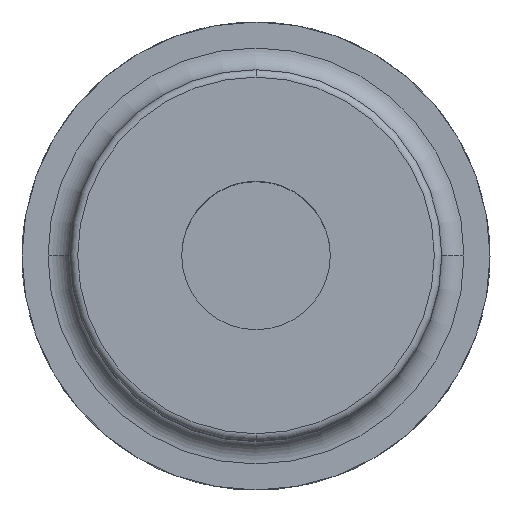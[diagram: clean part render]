
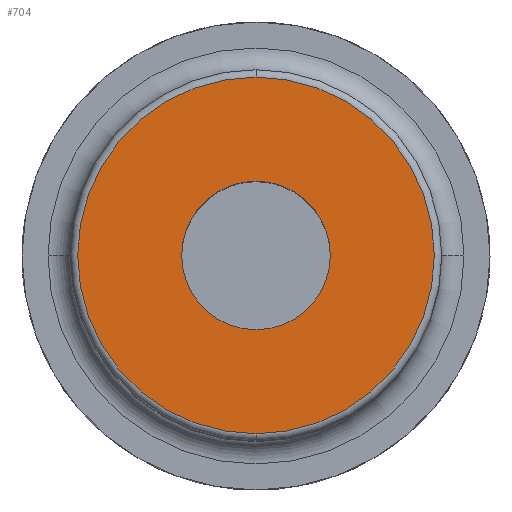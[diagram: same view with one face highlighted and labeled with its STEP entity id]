
A CAD part, top view. The second image highlights one B-rep face of the part: STEP entity #704.
In plain terms, the highlighted planar face has unit normal (0, 0, 1).
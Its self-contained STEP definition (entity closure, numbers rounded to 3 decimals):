
#22 = VERTEX_POINT ( 'NONE', #907 ) ;
#27 = CARTESIAN_POINT ( 'NONE',  ( 0., 24., 70. ) ) ;
#37 = PLANE ( 'NONE',  #399 ) ;
#41 = AXIS2_PLACEMENT_3D ( 'NONE', #275, #1363, #1507 ) ;
#148 = CARTESIAN_POINT ( 'NONE',  ( 0., 0., 70. ) ) ;
#155 = EDGE_LOOP ( 'NONE', ( #1659, #1112 ) ) ;
#265 = CIRCLE ( 'NONE', #1641, 24. ) ;
#275 = CARTESIAN_POINT ( 'NONE',  ( 0., 0., 70. ) ) ;
#358 = CARTESIAN_POINT ( 'NONE',  ( 0., -24., 70. ) ) ;
#399 = AXIS2_PLACEMENT_3D ( 'NONE', #516, #641, #1763 ) ;
#404 = DIRECTION ( 'NONE',  ( 0., -1., 0. ) ) ;
#447 = CIRCLE ( 'NONE', #41, 10. ) ;
#448 = FACE_OUTER_BOUND ( 'NONE', #155, .T. ) ;
#474 = CARTESIAN_POINT ( 'NONE',  ( 10., 0., 70. ) ) ;
#516 = CARTESIAN_POINT ( 'NONE',  ( 0., 24., 70. ) ) ;
#543 = CARTESIAN_POINT ( 'NONE',  ( 0., 0., 70. ) ) ;
#619 = AXIS2_PLACEMENT_3D ( 'NONE', #148, #1376, #952 ) ;
#641 = DIRECTION ( 'NONE',  ( 0., 0., 1. ) ) ;
#677 = AXIS2_PLACEMENT_3D ( 'NONE', #543, #1093, #404 ) ;
#704 = ADVANCED_FACE ( 'NONE', ( #1202, #448 ), #37, .T. ) ;
#847 = VERTEX_POINT ( 'NONE', #27 ) ;
#855 = EDGE_CURVE ( 'NONE', #847, #1125, #1626, .T. ) ;
#882 = EDGE_CURVE ( 'NONE', #1125, #847, #265, .T. ) ;
#907 = CARTESIAN_POINT ( 'NONE',  ( -10., 0., 70. ) ) ;
#934 = CIRCLE ( 'NONE', #677, 10. ) ;
#952 = DIRECTION ( 'NONE',  ( 0., 1., 0. ) ) ;
#970 = ORIENTED_EDGE ( 'NONE', *, *, #1423, .F. ) ;
#1080 = ORIENTED_EDGE ( 'NONE', *, *, #1460, .F. ) ;
#1093 = DIRECTION ( 'NONE',  ( 0., 0., 1. ) ) ;
#1112 = ORIENTED_EDGE ( 'NONE', *, *, #882, .F. ) ;
#1125 = VERTEX_POINT ( 'NONE', #358 ) ;
#1144 = DIRECTION ( 'NONE',  ( 0., 0., -1. ) ) ;
#1202 = FACE_BOUND ( 'NONE', #1725, .T. ) ;
#1299 = CARTESIAN_POINT ( 'NONE',  ( 0., 0., 70. ) ) ;
#1363 = DIRECTION ( 'NONE',  ( 0., 0., 1. ) ) ;
#1376 = DIRECTION ( 'NONE',  ( 0., 0., -1. ) ) ;
#1423 = EDGE_CURVE ( 'NONE', #22, #1591, #447, .T. ) ;
#1460 = EDGE_CURVE ( 'NONE', #1591, #22, #934, .T. ) ;
#1507 = DIRECTION ( 'NONE',  ( 0., -1., 0. ) ) ;
#1591 = VERTEX_POINT ( 'NONE', #474 ) ;
#1626 = CIRCLE ( 'NONE', #619, 24. ) ;
#1641 = AXIS2_PLACEMENT_3D ( 'NONE', #1299, #1144, #1704 ) ;
#1659 = ORIENTED_EDGE ( 'NONE', *, *, #855, .F. ) ;
#1704 = DIRECTION ( 'NONE',  ( 0., 1., 0. ) ) ;
#1725 = EDGE_LOOP ( 'NONE', ( #970, #1080 ) ) ;
#1763 = DIRECTION ( 'NONE',  ( 0., -1., 0. ) ) ;
